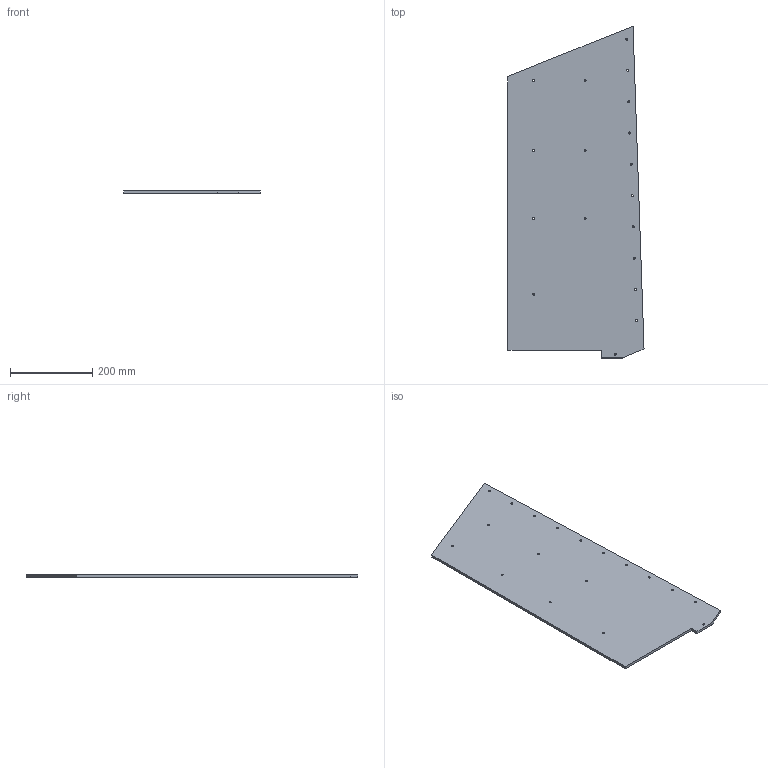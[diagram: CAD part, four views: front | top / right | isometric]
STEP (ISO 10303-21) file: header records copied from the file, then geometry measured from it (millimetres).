
FILE_DESCRIPTION (( 'STEP AP214' ), '1' );
FILE_NAME ('Right Console Inboard Wall.STEP', '2021-09-09T18:56:30', ( '' ), ( '' ), 'SwSTEP 2.0', 'SolidWorks 2019', '' );
FILE_SCHEMA (( 'AUTOMOTIVE_DESIGN' ));
Length unit declared in the file: inch
Products named in the file (1): Right Console Inboard Wall
Bounding box: 331.22 x 808.21 x 6.35 mm (x, y, z)
Volume: 1480252.3 mm3; surface area: 481482.5 mm2
Topology: 1 solids, 1 shells, 81 faces, 203 edges, 124 vertices
Faces by surface type: cone 36, cylinder 36, plane 9
Entity records: 2545 total; most frequent: DIRECTION 475, CARTESIAN_POINT 409, ORIENTED_EDGE 406, EDGE_CURVE 203, AXIS2_PLACEMENT_3D 190, VERTEX_POINT 124, EDGE_LOOP 117, CIRCLE 108
